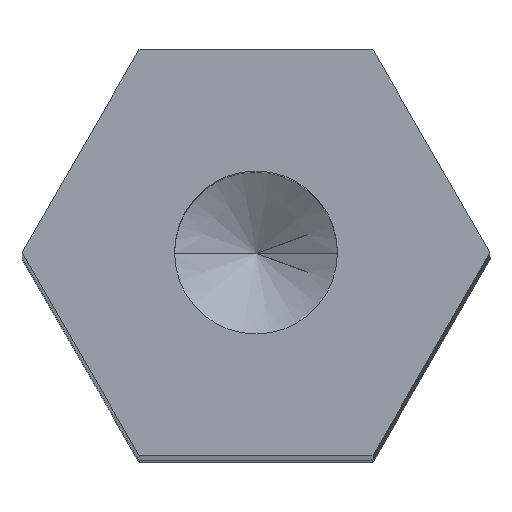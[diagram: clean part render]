
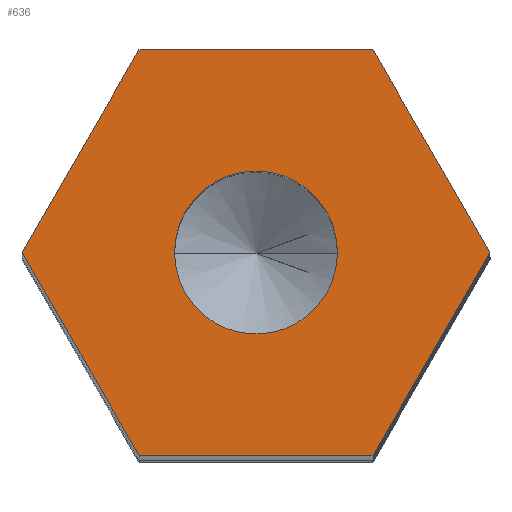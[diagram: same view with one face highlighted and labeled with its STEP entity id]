
A CAD part, top view. The second image highlights one B-rep face of the part: STEP entity #636.
In plain terms, the highlighted planar face has unit normal (0, 0, 1).
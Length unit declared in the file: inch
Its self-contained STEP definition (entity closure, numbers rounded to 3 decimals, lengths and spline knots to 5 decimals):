
#25 = CARTESIAN_POINT ( 'NONE',  ( 0., 0., 5.1881 ) ) ;
#61 = VECTOR ( 'NONE', #925, 39.37008 ) ;
#62 = ORIENTED_EDGE ( 'NONE', *, *, #646, .T. ) ;
#95 = CARTESIAN_POINT ( 'NONE',  ( 0.14434, -0.25, 5.1881 ) ) ;
#99 = VECTOR ( 'NONE', #223, 39.37008 ) ;
#101 = DIRECTION ( 'NONE',  ( 0., 0., 1. ) ) ;
#106 = CARTESIAN_POINT ( 'NONE',  ( 0., 0., 5.1881 ) ) ;
#110 = ORIENTED_EDGE ( 'NONE', *, *, #809, .T. ) ;
#121 = AXIS2_PLACEMENT_3D ( 'NONE', #106, #868, #299 ) ;
#123 = LINE ( 'NONE', #944, #561 ) ;
#128 = CIRCLE ( 'NONE', #364, 0.1005 ) ;
#129 = ORIENTED_EDGE ( 'NONE', *, *, #957, .T. ) ;
#139 = VERTEX_POINT ( 'NONE', #307 ) ;
#159 = LINE ( 'NONE', #634, #530 ) ;
#182 = CARTESIAN_POINT ( 'NONE',  ( -0.14434, -0.25, 5.1881 ) ) ;
#194 = VERTEX_POINT ( 'NONE', #452 ) ;
#207 = CIRCLE ( 'NONE', #784, 0.1005 ) ;
#217 = VERTEX_POINT ( 'NONE', #228 ) ;
#222 = EDGE_LOOP ( 'NONE', ( #395, #615 ) ) ;
#223 = DIRECTION ( 'NONE',  ( 0.5, 0.866, 0. ) ) ;
#228 = CARTESIAN_POINT ( 'NONE',  ( -0.14434, -0.25, 5.1881 ) ) ;
#229 = FACE_BOUND ( 'NONE', #222, .T. ) ;
#236 = PLANE ( 'NONE',  #121 ) ;
#243 = ORIENTED_EDGE ( 'NONE', *, *, #315, .T. ) ;
#252 = DIRECTION ( 'NONE',  ( -0.5, -0.866, 0. ) ) ;
#263 = LINE ( 'NONE', #426, #61 ) ;
#271 = LINE ( 'NONE', #95, #99 ) ;
#289 = VECTOR ( 'NONE', #531, 39.37008 ) ;
#298 = DIRECTION ( 'NONE',  ( 0., 0., 1. ) ) ;
#299 = DIRECTION ( 'NONE',  ( 1., 0., 0. ) ) ;
#307 = CARTESIAN_POINT ( 'NONE',  ( -0.28868, 0., 5.1881 ) ) ;
#314 = CARTESIAN_POINT ( 'NONE',  ( -0.14434, 0.25, 5.1881 ) ) ;
#315 = EDGE_CURVE ( 'NONE', #860, #453, #159, .T. ) ;
#323 = VERTEX_POINT ( 'NONE', #619 ) ;
#328 = VECTOR ( 'NONE', #252, 39.37008 ) ;
#364 = AXIS2_PLACEMENT_3D ( 'NONE', #25, #298, #441 ) ;
#395 = ORIENTED_EDGE ( 'NONE', *, *, #688, .F. ) ;
#422 = CARTESIAN_POINT ( 'NONE',  ( -0.1005, 0., 5.1881 ) ) ;
#426 = CARTESIAN_POINT ( 'NONE',  ( -0.28868, 0., 5.1881 ) ) ;
#435 = CARTESIAN_POINT ( 'NONE',  ( 0., 0., 5.1881 ) ) ;
#441 = DIRECTION ( 'NONE',  ( 1., 0., 0. ) ) ;
#443 = EDGE_LOOP ( 'NONE', ( #62, #243, #875, #450, #110, #129 ) ) ;
#450 = ORIENTED_EDGE ( 'NONE', *, *, #907, .T. ) ;
#452 = CARTESIAN_POINT ( 'NONE',  ( 0.14434, -0.25, 5.1881 ) ) ;
#453 = VERTEX_POINT ( 'NONE', #478 ) ;
#475 = VERTEX_POINT ( 'NONE', #976 ) ;
#478 = CARTESIAN_POINT ( 'NONE',  ( 0.14434, 0.25, 5.1881 ) ) ;
#508 = DIRECTION ( 'NONE',  ( 1., 0., 0. ) ) ;
#530 = VECTOR ( 'NONE', #593, 39.37008 ) ;
#531 = DIRECTION ( 'NONE',  ( 1., 0., 0. ) ) ;
#561 = VECTOR ( 'NONE', #795, 39.37008 ) ;
#569 = VERTEX_POINT ( 'NONE', #422 ) ;
#585 = LINE ( 'NONE', #314, #328 ) ;
#593 = DIRECTION ( 'NONE',  ( -0.5, 0.866, 0. ) ) ;
#615 = ORIENTED_EDGE ( 'NONE', *, *, #757, .F. ) ;
#619 = CARTESIAN_POINT ( 'NONE',  ( -0.14434, 0.25, 5.1881 ) ) ;
#634 = CARTESIAN_POINT ( 'NONE',  ( 0.28868, 0., 5.1881 ) ) ;
#636 = ADVANCED_FACE ( 'NONE', ( #229, #828 ), #236, .T. ) ;
#640 = EDGE_CURVE ( 'NONE', #453, #323, #123, .T. ) ;
#646 = EDGE_CURVE ( 'NONE', #194, #860, #271, .T. ) ;
#688 = EDGE_CURVE ( 'NONE', #475, #569, #207, .T. ) ;
#757 = EDGE_CURVE ( 'NONE', #569, #475, #128, .T. ) ;
#784 = AXIS2_PLACEMENT_3D ( 'NONE', #435, #101, #508 ) ;
#795 = DIRECTION ( 'NONE',  ( -1., 0., 0. ) ) ;
#809 = EDGE_CURVE ( 'NONE', #139, #217, #263, .T. ) ;
#828 = FACE_OUTER_BOUND ( 'NONE', #443, .T. ) ;
#860 = VERTEX_POINT ( 'NONE', #927 ) ;
#868 = DIRECTION ( 'NONE',  ( 0., 0., 1. ) ) ;
#875 = ORIENTED_EDGE ( 'NONE', *, *, #640, .T. ) ;
#907 = EDGE_CURVE ( 'NONE', #323, #139, #585, .T. ) ;
#925 = DIRECTION ( 'NONE',  ( 0.5, -0.866, 0. ) ) ;
#927 = CARTESIAN_POINT ( 'NONE',  ( 0.28868, 0., 5.1881 ) ) ;
#944 = CARTESIAN_POINT ( 'NONE',  ( 0.14434, 0.25, 5.1881 ) ) ;
#949 = LINE ( 'NONE', #182, #289 ) ;
#957 = EDGE_CURVE ( 'NONE', #217, #194, #949, .T. ) ;
#976 = CARTESIAN_POINT ( 'NONE',  ( 0.1005, 0., 5.1881 ) ) ;
